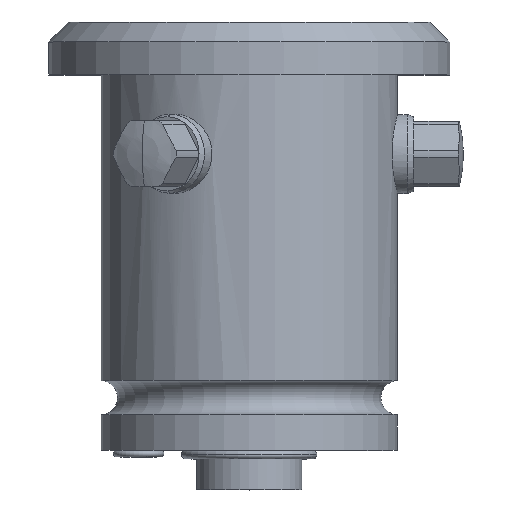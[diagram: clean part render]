
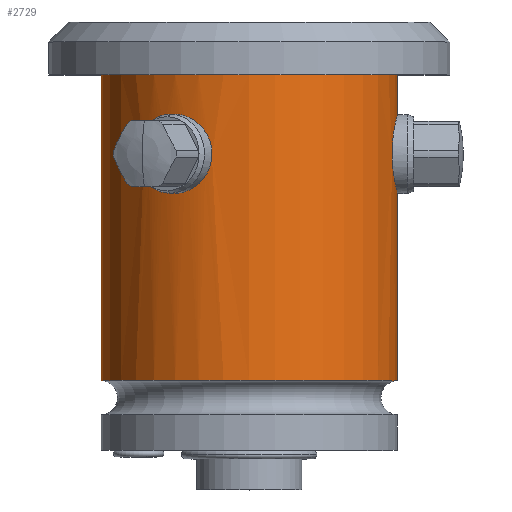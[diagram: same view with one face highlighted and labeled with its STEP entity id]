
A CAD part, top view. The second image highlights one B-rep face of the part: STEP entity #2729.
In plain terms, the highlighted cylindrical face has radius 22.5 mm (diameter 45 mm), a partial arc.
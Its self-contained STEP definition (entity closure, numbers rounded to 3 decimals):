
#156=CARTESIAN_POINT('',(22.5,39.,0.));
#174=CARTESIAN_POINT('',(22.5,51.,0.));
#223=DIRECTION('',(0.,1.,0.));
#224=VECTOR('',#223,28.402);
#225=CARTESIAN_POINT('',(22.5,10.598,0.));
#226=LINE('',#225,#224);
#230=CARTESIAN_POINT('',(0.,10.598,0.));
#231=DIRECTION('',(0.,-1.,0.));
#232=DIRECTION('',(1.,0.,0.));
#233=AXIS2_PLACEMENT_3D('',#230,#231,#232);
#238=DIRECTION('',(0.,1.,0.));
#239=VECTOR('',#238,46.402);
#240=CARTESIAN_POINT('',(-22.5,10.598,0.));
#241=LINE('',#240,#239);
#245=DIRECTION('',(0.,1.,0.));
#246=VECTOR('',#245,6.);
#247=CARTESIAN_POINT('',(22.5,51.,0.));
#248=LINE('',#247,#246);
#252=CARTESIAN_POINT('',(22.5,51.,0.));
#253=CARTESIAN_POINT('',(22.5,51.,0.396));
#254=CARTESIAN_POINT('',(22.479,50.923,1.171));
#255=CARTESIAN_POINT('',(22.391,50.582,2.304));
#256=CARTESIAN_POINT('',(22.258,50.03,3.34));
#257=CARTESIAN_POINT('',(22.101,49.291,4.248));
#258=CARTESIAN_POINT('',(21.942,48.39,4.996));
#259=CARTESIAN_POINT('',(21.804,47.357,5.56));
#260=CARTESIAN_POINT('',(21.709,46.219,5.915));
#261=CARTESIAN_POINT('',(21.674,45.029,6.039));
#262=CARTESIAN_POINT('',(21.706,43.84,5.927));
#263=CARTESIAN_POINT('',(21.798,42.7,5.584));
#264=CARTESIAN_POINT('',(21.935,41.653,5.026));
#265=CARTESIAN_POINT('',(22.095,40.738,4.278));
#266=CARTESIAN_POINT('',(22.254,39.986,3.365));
#267=CARTESIAN_POINT('',(22.389,39.426,2.323));
#268=CARTESIAN_POINT('',(22.479,39.078,1.182));
#269=CARTESIAN_POINT('',(22.5,39.,0.4));
#270=CARTESIAN_POINT('',(22.5,39.,0.));
#275=CARTESIAN_POINT('',(-11.25,39.,19.486));
#276=CARTESIAN_POINT('',(-10.888,39.,19.694));
#277=CARTESIAN_POINT('',(-10.167,39.085,20.084));
#278=CARTESIAN_POINT('',(-9.078,39.469,20.598));
#279=CARTESIAN_POINT('',(-8.047,40.101,21.021));
#280=CARTESIAN_POINT('',(-7.132,40.959,21.346));
#281=CARTESIAN_POINT('',(-6.398,41.997,21.574));
#282=CARTESIAN_POINT('',(-5.892,43.155,21.716));
#283=CARTESIAN_POINT('',(-5.636,44.379,21.783));
#284=CARTESIAN_POINT('',(-5.636,45.621,21.783));
#285=CARTESIAN_POINT('',(-5.892,46.845,21.716));
#286=CARTESIAN_POINT('',(-6.398,48.003,21.574));
#287=CARTESIAN_POINT('',(-7.132,49.041,21.346));
#288=CARTESIAN_POINT('',(-8.047,49.899,21.021));
#289=CARTESIAN_POINT('',(-9.078,50.531,20.598));
#290=CARTESIAN_POINT('',(-10.167,50.915,20.084));
#291=CARTESIAN_POINT('',(-10.888,51.,19.694));
#292=CARTESIAN_POINT('',(-11.25,51.,19.486));
#297=CARTESIAN_POINT('',(-11.25,51.,19.486));
#298=CARTESIAN_POINT('',(-11.612,51.,19.277));
#299=CARTESIAN_POINT('',(-12.31,50.915,18.847));
#300=CARTESIAN_POINT('',(-13.3,50.531,18.161));
#301=CARTESIAN_POINT('',(-14.181,49.899,17.479));
#302=CARTESIAN_POINT('',(-14.92,49.041,16.849));
#303=CARTESIAN_POINT('',(-15.485,48.003,16.328));
#304=CARTESIAN_POINT('',(-15.861,46.844,15.961));
#305=CARTESIAN_POINT('',(-16.047,45.621,15.772));
#306=CARTESIAN_POINT('',(-16.047,44.379,15.772));
#307=CARTESIAN_POINT('',(-15.861,43.156,15.961));
#308=CARTESIAN_POINT('',(-15.485,41.997,16.328));
#309=CARTESIAN_POINT('',(-14.92,40.959,16.849));
#310=CARTESIAN_POINT('',(-14.181,40.101,17.479));
#311=CARTESIAN_POINT('',(-13.3,39.469,18.161));
#312=CARTESIAN_POINT('',(-12.31,39.085,18.847));
#313=CARTESIAN_POINT('',(-11.612,39.,19.277));
#314=CARTESIAN_POINT('',(-11.25,39.,19.486));
#1117=CARTESIAN_POINT('',(0.,57.,0.));
#1118=DIRECTION('',(0.,-1.,0.));
#1119=DIRECTION('',(1.,0.,0.));
#1120=AXIS2_PLACEMENT_3D('',#1117,#1118,#1119);
#2273=CARTESIAN_POINT('',(22.5,10.598,0.));
#2274=VERTEX_POINT('',#2273);
#2289=CARTESIAN_POINT('',(-22.5,10.598,0.));
#2290=VERTEX_POINT('',#2289);
#2291=CARTESIAN_POINT('',(-22.5,57.,0.));
#2292=VERTEX_POINT('',#2291);
#2303=CARTESIAN_POINT('',(22.5,57.,0.));
#2304=VERTEX_POINT('',#2303);
#2417=VERTEX_POINT('',#156);
#2418=VERTEX_POINT('',#174);
#2599=VERTEX_POINT('',#275);
#2600=VERTEX_POINT('',#292);
#2707=CARTESIAN_POINT('',(0.,0.,0.));
#2708=DIRECTION('',(0.,1.,0.));
#2709=DIRECTION('',(1.,0.,0.));
#2710=AXIS2_PLACEMENT_3D('',#2707,#2708,#2709);
#2711=CYLINDRICAL_SURFACE('',#2710,22.5);
#2712=ORIENTED_EDGE('',*,*,#2695,.F.);
#2714=ORIENTED_EDGE('',*,*,#2713,.T.);
#2715=ORIENTED_EDGE('',*,*,#2691,.T.);
#2717=ORIENTED_EDGE('',*,*,#2716,.F.);
#2718=ORIENTED_EDGE('',*,*,#2687,.F.);
#2720=ORIENTED_EDGE('',*,*,#2719,.T.);
#2721=EDGE_LOOP('',(#2712,#2714,#2715,#2717,#2718,#2720));
#2722=FACE_OUTER_BOUND('',#2721,.F.);
#2724=ORIENTED_EDGE('',*,*,#2723,.T.);
#2726=ORIENTED_EDGE('',*,*,#2725,.T.);
#2727=EDGE_LOOP('',(#2724,#2726));
#2728=FACE_BOUND('',#2727,.F.);
#234=CIRCLE('',#233,22.5);
#271=B_SPLINE_CURVE_WITH_KNOTS('',3,(#252,#253,#254,#255,#256,#257,#258,#259,
#260,#261,#262,#263,#264,#265,#266,#267,#268,#269,#270),.UNSPECIFIED.,.F.,.F.,
(4,1,1,1,1,1,1,1,1,1,1,1,1,1,1,1,4),(0.,0.063,0.125,0.188,0.25,
0.313,0.375,0.438,0.5,0.563,0.625,0.688,0.75,0.813,
0.875,0.938,1.),.UNSPECIFIED.);
#293=B_SPLINE_CURVE_WITH_KNOTS('',3,(#275,#276,#277,#278,#279,#280,#281,#282,
#283,#284,#285,#286,#287,#288,#289,#290,#291,#292),.UNSPECIFIED.,.F.,.F.,(4,1,1,
1,1,1,1,1,1,1,1,1,1,1,1,4),(0.,0.067,0.133,0.2,
0.267,0.333,0.4,0.467,0.533,
0.6,0.667,0.733,0.8,0.867,
0.933,1.),.UNSPECIFIED.);
#315=B_SPLINE_CURVE_WITH_KNOTS('',3,(#297,#298,#299,#300,#301,#302,#303,#304,
#305,#306,#307,#308,#309,#310,#311,#312,#313,#314),.UNSPECIFIED.,.F.,.F.,(4,1,1,
1,1,1,1,1,1,1,1,1,1,1,1,4),(0.,0.067,0.133,0.2,
0.267,0.333,0.4,0.467,0.533,
0.6,0.667,0.733,0.8,0.867,
0.933,1.),.UNSPECIFIED.);
#1121=CIRCLE('',#1120,22.5);
#2687=EDGE_CURVE('',#2418,#2304,#248,.T.);
#2691=EDGE_CURVE('',#2290,#2292,#241,.T.);
#2695=EDGE_CURVE('',#2274,#2417,#226,.T.);
#2713=EDGE_CURVE('',#2274,#2290,#234,.T.);
#2716=EDGE_CURVE('',#2304,#2292,#1121,.T.);
#2719=EDGE_CURVE('',#2418,#2417,#271,.T.);
#2723=EDGE_CURVE('',#2599,#2600,#293,.T.);
#2725=EDGE_CURVE('',#2600,#2599,#315,.T.);
#2729=ADVANCED_FACE('',(#2722,#2728),#2711,.T.);
